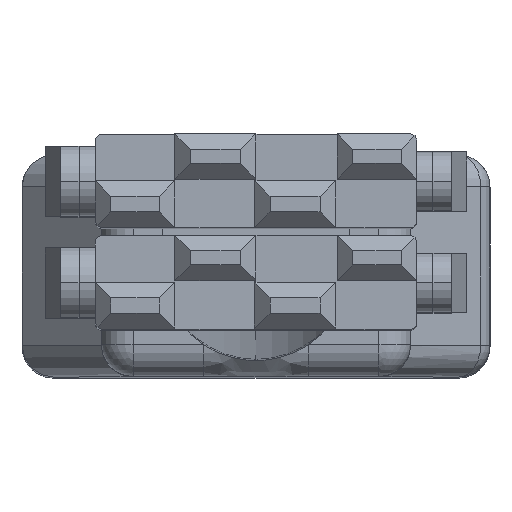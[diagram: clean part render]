
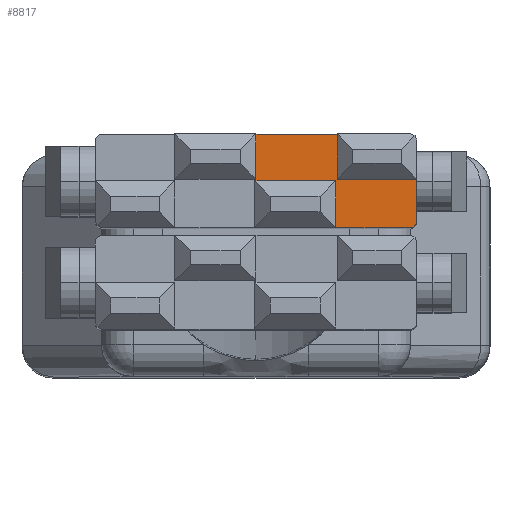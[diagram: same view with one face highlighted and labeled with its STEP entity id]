
A CAD part, top view. The second image highlights one B-rep face of the part: STEP entity #8817.
In plain terms, the highlighted planar face has unit normal (0, 0, 1).
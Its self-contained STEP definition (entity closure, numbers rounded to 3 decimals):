
#43 = ORIENTED_EDGE ( 'NONE', *, *, #11428, .F. ) ;
#107 = LINE ( 'NONE', #6463, #9177 ) ;
#278 = CIRCLE ( 'NONE', #5153, 0.2 ) ;
#494 = AXIS2_PLACEMENT_3D ( 'NONE', #3810, #7531, #10282 ) ;
#503 = VERTEX_POINT ( 'NONE', #11154 ) ;
#660 = EDGE_CURVE ( 'NONE', #503, #1908, #3947, .T. ) ;
#813 = VERTEX_POINT ( 'NONE', #5333 ) ;
#840 = DIRECTION ( 'NONE',  ( 0., 1., 0. ) ) ;
#996 = VERTEX_POINT ( 'NONE', #9358 ) ;
#1280 = VECTOR ( 'NONE', #7711, 1000. ) ;
#1906 = DIRECTION ( 'NONE',  ( 0., 1., 0. ) ) ;
#1908 = VERTEX_POINT ( 'NONE', #7084 ) ;
#1927 = VECTOR ( 'NONE', #1906, 1000. ) ;
#1983 = DIRECTION ( 'NONE',  ( 1., 0., 0. ) ) ;
#2110 = EDGE_CURVE ( 'NONE', #6348, #10294, #4561, .T. ) ;
#2138 = CARTESIAN_POINT ( 'NONE',  ( 5.15, -1.5, 16.4 ) ) ;
#2415 = DIRECTION ( 'NONE',  ( 1., 0., 0. ) ) ;
#2476 = EDGE_LOOP ( 'NONE', ( #5259, #8559, #43, #10759, #8544, #4053, #10569, #5117, #9016 ) ) ;
#2636 = LINE ( 'NONE', #9532, #1280 ) ;
#2854 = CARTESIAN_POINT ( 'NONE',  ( 2.6, -7.561, 16.4 ) ) ;
#3103 = CARTESIAN_POINT ( 'NONE',  ( 4.95, -1.3, 16.4 ) ) ;
#3147 = EDGE_CURVE ( 'NONE', #1908, #10162, #6557, .T. ) ;
#3250 = CARTESIAN_POINT ( 'NONE',  ( 2.6, 1.5, 16.4 ) ) ;
#3322 = EDGE_CURVE ( 'NONE', #10294, #8401, #4790, .T. ) ;
#3635 = VECTOR ( 'NONE', #2415, 1000. ) ;
#3653 = VECTOR ( 'NONE', #1983, 1000. ) ;
#3810 = CARTESIAN_POINT ( 'NONE',  ( 2.6, -7.561, 16.4 ) ) ;
#3947 = LINE ( 'NONE', #5142, #10334 ) ;
#4053 = ORIENTED_EDGE ( 'NONE', *, *, #3322, .T. ) ;
#4318 = DIRECTION ( 'NONE',  ( 1., 0., 0. ) ) ;
#4561 = LINE ( 'NONE', #2854, #1927 ) ;
#4790 = LINE ( 'NONE', #5244, #11767 ) ;
#5117 = ORIENTED_EDGE ( 'NONE', *, *, #5917, .T. ) ;
#5142 = CARTESIAN_POINT ( 'NONE',  ( 2.55, 0.05, 16.4 ) ) ;
#5153 = AXIS2_PLACEMENT_3D ( 'NONE', #3103, #5914, #7762 ) ;
#5244 = CARTESIAN_POINT ( 'NONE',  ( 2.6, 1.5, 16.4 ) ) ;
#5259 = ORIENTED_EDGE ( 'NONE', *, *, #3147, .T. ) ;
#5333 = CARTESIAN_POINT ( 'NONE',  ( 5.15, 0.05, 16.4 ) ) ;
#5397 = CARTESIAN_POINT ( 'NONE',  ( 5.15, 0.05, 16.4 ) ) ;
#5914 = DIRECTION ( 'NONE',  ( 0., 0., 1. ) ) ;
#5917 = EDGE_CURVE ( 'NONE', #11809, #503, #6679, .T. ) ;
#6348 = VERTEX_POINT ( 'NONE', #10298 ) ;
#6463 = CARTESIAN_POINT ( 'NONE',  ( 0., -7.561, 16.4 ) ) ;
#6557 = LINE ( 'NONE', #2138, #3653 ) ;
#6679 = LINE ( 'NONE', #11723, #3635 ) ;
#7084 = CARTESIAN_POINT ( 'NONE',  ( 2.55, -1.5, 16.4 ) ) ;
#7443 = CARTESIAN_POINT ( 'NONE',  ( 4.95, -1.5, 16.4 ) ) ;
#7531 = DIRECTION ( 'NONE',  ( 0., 0., -1. ) ) ;
#7711 = DIRECTION ( 'NONE',  ( 0., -1., 0. ) ) ;
#7762 = DIRECTION ( 'NONE',  ( -1., 0., 0. ) ) ;
#8368 = FACE_OUTER_BOUND ( 'NONE', #2476, .T. ) ;
#8401 = VERTEX_POINT ( 'NONE', #10470 ) ;
#8544 = ORIENTED_EDGE ( 'NONE', *, *, #2110, .T. ) ;
#8559 = ORIENTED_EDGE ( 'NONE', *, *, #10844, .T. ) ;
#8817 = ADVANCED_FACE ( 'NONE', ( #8368 ), #11224, .F. ) ;
#8859 = DIRECTION ( 'NONE',  ( -1., 0., 0. ) ) ;
#8898 = VECTOR ( 'NONE', #4318, 1000. ) ;
#9016 = ORIENTED_EDGE ( 'NONE', *, *, #660, .T. ) ;
#9177 = VECTOR ( 'NONE', #840, 1000. ) ;
#9358 = CARTESIAN_POINT ( 'NONE',  ( 5.15, -1.3, 16.4 ) ) ;
#9532 = CARTESIAN_POINT ( 'NONE',  ( 5.15, 0.05, 16.4 ) ) ;
#9767 = LINE ( 'NONE', #5397, #8898 ) ;
#9772 = DIRECTION ( 'NONE',  ( 0., -1., 0. ) ) ;
#10162 = VERTEX_POINT ( 'NONE', #7443 ) ;
#10282 = DIRECTION ( 'NONE',  ( -1., 0., 0. ) ) ;
#10294 = VERTEX_POINT ( 'NONE', #3250 ) ;
#10298 = CARTESIAN_POINT ( 'NONE',  ( 2.6, 0.05, 16.4 ) ) ;
#10334 = VECTOR ( 'NONE', #9772, 1000. ) ;
#10470 = CARTESIAN_POINT ( 'NONE',  ( 0., 1.5, 16.4 ) ) ;
#10569 = ORIENTED_EDGE ( 'NONE', *, *, #11185, .F. ) ;
#10759 = ORIENTED_EDGE ( 'NONE', *, *, #10952, .F. ) ;
#10805 = CARTESIAN_POINT ( 'NONE',  ( 0., 0., 16.4 ) ) ;
#10844 = EDGE_CURVE ( 'NONE', #10162, #996, #278, .T. ) ;
#10952 = EDGE_CURVE ( 'NONE', #6348, #813, #9767, .T. ) ;
#11154 = CARTESIAN_POINT ( 'NONE',  ( 2.55, 0., 16.4 ) ) ;
#11185 = EDGE_CURVE ( 'NONE', #11809, #8401, #107, .T. ) ;
#11224 = PLANE ( 'NONE',  #494 ) ;
#11428 = EDGE_CURVE ( 'NONE', #813, #996, #2636, .T. ) ;
#11723 = CARTESIAN_POINT ( 'NONE',  ( 2.6, 0., 16.4 ) ) ;
#11767 = VECTOR ( 'NONE', #8859, 1000. ) ;
#11809 = VERTEX_POINT ( 'NONE', #10805 ) ;
